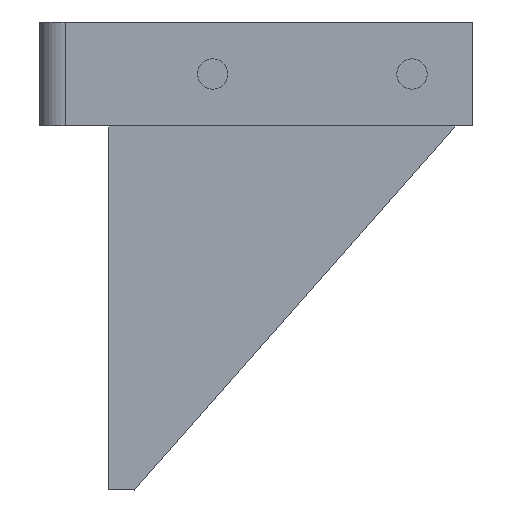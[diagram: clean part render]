
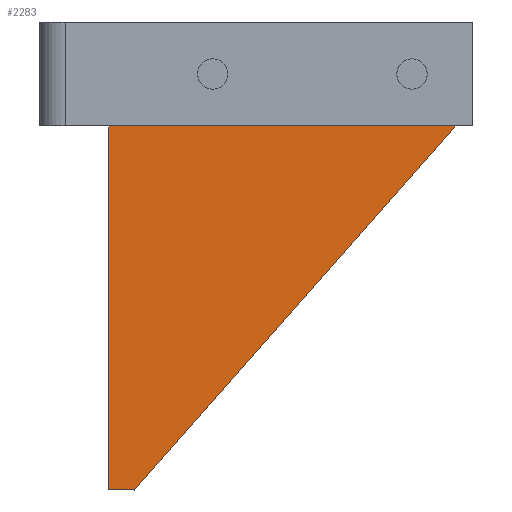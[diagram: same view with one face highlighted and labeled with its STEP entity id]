
A CAD part, left-side view. The second image highlights one B-rep face of the part: STEP entity #2283.
In plain terms, the highlighted planar face has unit normal (-1, 0, 0).
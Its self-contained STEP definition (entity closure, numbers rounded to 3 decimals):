
#56=LINE('',#3339,#323);
#64=LINE('',#3356,#331);
#65=LINE('',#3358,#332);
#66=LINE('',#3360,#333);
#67=LINE('',#3362,#334);
#68=LINE('',#3364,#335);
#69=LINE('',#3366,#336);
#70=LINE('',#3367,#337);
#323=VECTOR('',#2714,10.);
#331=VECTOR('',#2726,10.);
#332=VECTOR('',#2727,10.);
#333=VECTOR('',#2728,10.);
#334=VECTOR('',#2729,10.);
#335=VECTOR('',#2730,10.);
#336=VECTOR('',#2731,10.);
#337=VECTOR('',#2732,10.);
#650=FACE_OUTER_BOUND('',#778,.T.);
#778=EDGE_LOOP('',(#1623,#1624,#1625,#1626,#1627,#1628,#1629,#1630));
#1012=VERTEX_POINT('',#3337);
#1013=VERTEX_POINT('',#3338);
#1020=VERTEX_POINT('',#3355);
#1021=VERTEX_POINT('',#3357);
#1022=VERTEX_POINT('',#3359);
#1023=VERTEX_POINT('',#3361);
#1024=VERTEX_POINT('',#3363);
#1025=VERTEX_POINT('',#3365);
#1249=EDGE_CURVE('',#1012,#1013,#56,.T.);
#1257=EDGE_CURVE('',#1020,#1013,#64,.T.);
#1258=EDGE_CURVE('',#1021,#1020,#65,.T.);
#1259=EDGE_CURVE('',#1022,#1021,#66,.T.);
#1260=EDGE_CURVE('',#1022,#1023,#67,.T.);
#1261=EDGE_CURVE('',#1024,#1023,#68,.T.);
#1262=EDGE_CURVE('',#1024,#1025,#69,.T.);
#1263=EDGE_CURVE('',#1012,#1025,#70,.T.);
#1623=ORIENTED_EDGE('',*,*,#1249,.T.);
#1624=ORIENTED_EDGE('',*,*,#1257,.F.);
#1625=ORIENTED_EDGE('',*,*,#1258,.F.);
#1626=ORIENTED_EDGE('',*,*,#1259,.F.);
#1627=ORIENTED_EDGE('',*,*,#1260,.T.);
#1628=ORIENTED_EDGE('',*,*,#1261,.F.);
#1629=ORIENTED_EDGE('',*,*,#1262,.T.);
#1630=ORIENTED_EDGE('',*,*,#1263,.F.);
#2178=PLANE('',#2442);
#2283=ADVANCED_FACE('',(#650),#2178,.F.);
#2442=AXIS2_PLACEMENT_3D('',#3354,#2724,#2725);
#2714=DIRECTION('',(0.,-0.661,0.75));
#2724=DIRECTION('center_axis',(1.,0.,0.));
#2725=DIRECTION('ref_axis',(0.,-1.,0.));
#2726=DIRECTION('',(0.,-1.,0.));
#2727=DIRECTION('',(0.,0.,-1.));
#2728=DIRECTION('',(0.,-1.,0.));
#2729=DIRECTION('',(0.,0.,-1.));
#2730=DIRECTION('',(0.,1.,0.));
#2731=DIRECTION('',(0.,0.,-1.));
#2732=DIRECTION('',(0.,1.,0.));
#3337=CARTESIAN_POINT('',(125.5,39.,-54.));
#3338=CARTESIAN_POINT('',(125.5,2.,-12.));
#3339=CARTESIAN_POINT('',(125.5,8.856,-19.782));
#3354=CARTESIAN_POINT('Origin',(125.5,47.,0.));
#3355=CARTESIAN_POINT('',(125.5,40.5,-12.));
#3356=CARTESIAN_POINT('',(125.5,1.,-12.));
#3357=CARTESIAN_POINT('',(125.5,40.5,0.));
#3358=CARTESIAN_POINT('',(125.5,40.5,0.));
#3359=CARTESIAN_POINT('',(125.5,47.,0.));
#3360=CARTESIAN_POINT('',(125.5,23.5,0.));
#3361=CARTESIAN_POINT('',(125.5,47.,-12.));
#3362=CARTESIAN_POINT('',(125.5,47.,0.));
#3363=CARTESIAN_POINT('',(125.5,42.,-12.));
#3364=CARTESIAN_POINT('',(125.5,23.5,-12.));
#3365=CARTESIAN_POINT('',(125.5,42.,-54.));
#3366=CARTESIAN_POINT('',(125.5,42.,-12.));
#3367=CARTESIAN_POINT('',(125.5,42.,-54.));
